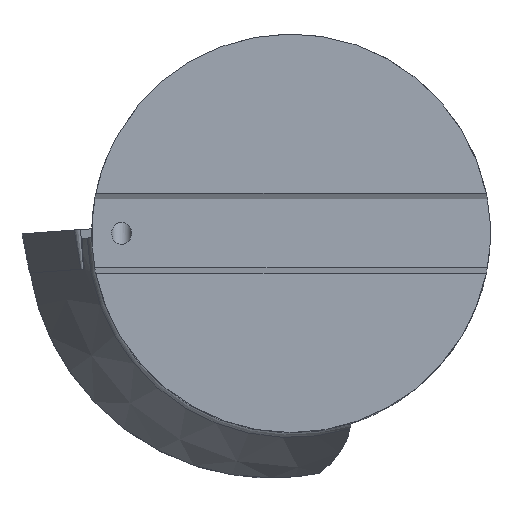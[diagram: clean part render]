
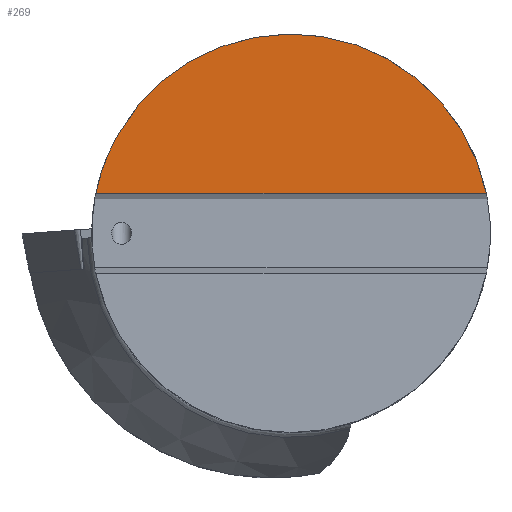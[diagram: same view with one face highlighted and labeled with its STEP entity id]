
A CAD part, top view. The second image highlights one B-rep face of the part: STEP entity #269.
In plain terms, the highlighted planar face has unit normal (0, 0, 1).
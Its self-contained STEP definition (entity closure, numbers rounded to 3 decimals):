
#269=ADVANCED_FACE('240[2]',(#693),#694,.T.);
#450=EDGE_CURVE('240[2]',#937,#596,#945,.T.);
#513=EDGE_CURVE('240[2]',#937,#596,#1018,.F.);
#596=VERTEX_POINT('',#1110);
#693=FACE_OUTER_BOUND('',#1315,.T.);
#694=PLANE('',#1316);
#937=VERTEX_POINT('',#1920);
#945=LINE('',#1948,#1949);
#1018=CIRCLE('',#2126,20.0);
#1110=CARTESIAN_POINT('',(19.596,4.0,0.));
#1315=EDGE_LOOP('',(#2354,#2355));
#1316=AXIS2_PLACEMENT_3D('',#2356,#2357,#2358);
#1920=CARTESIAN_POINT('',(-19.596,4.0,0.));
#1948=CARTESIAN_POINT('',(-17.969,4.0,0.));
#1949=VECTOR('',#2618,1.0);
#2126=AXIS2_PLACEMENT_3D('',#2706,#2707,#2708);
#2354=ORIENTED_EDGE('',*,*,#450,.T.);
#2355=ORIENTED_EDGE('',*,*,#513,.F.);
#2356=CARTESIAN_POINT('',(-8.5,0.,0.));
#2357=DIRECTION('',(0.,0.,1.0));
#2358=DIRECTION('',(0.,-1.0,0.));
#2618=DIRECTION('',(1.0,0.,0.));
#2706=CARTESIAN_POINT('',(0.0,0.0,0.0));
#2707=DIRECTION('',(0.,0.,1.0));
#2708=DIRECTION('',(0.,1.0,0.));
